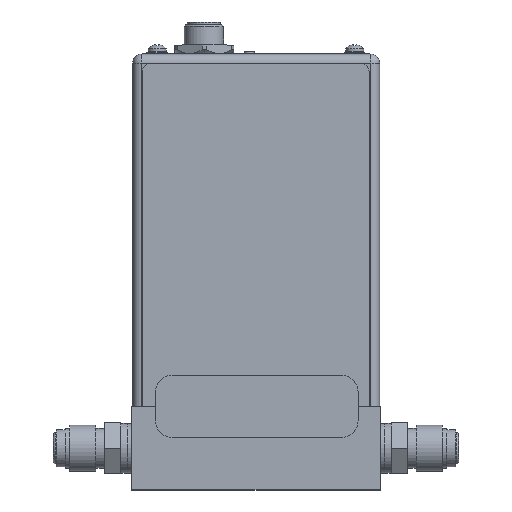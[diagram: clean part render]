
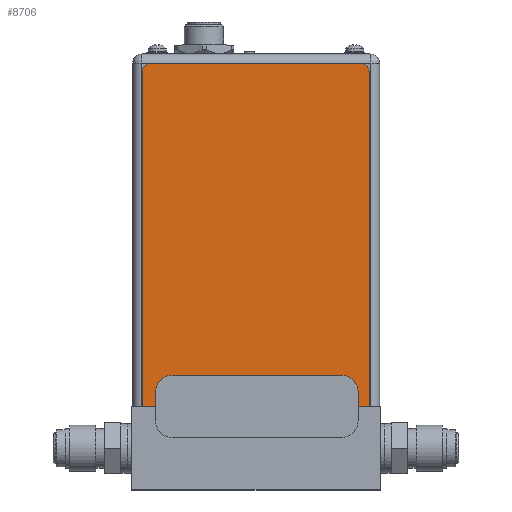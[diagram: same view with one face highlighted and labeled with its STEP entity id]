
A CAD part, top view. The second image highlights one B-rep face of the part: STEP entity #8706.
In plain terms, the highlighted planar face has unit normal (0, 0, 1).
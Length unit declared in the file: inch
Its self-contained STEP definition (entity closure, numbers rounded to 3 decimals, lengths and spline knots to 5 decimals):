
#8539=CARTESIAN_POINT('',(2.63,4.04,0.004));
#8540=DIRECTION('',(0.,0.,1.));
#8541=DIRECTION('',(1.,0.,0.));
#8542=AXIS2_PLACEMENT_3D('',#8539,#8540,#8541);
#8544=DIRECTION('',(0.,1.,0.));
#8545=VECTOR('',#8544,4.04);
#8546=CARTESIAN_POINT('',(2.73,0.,0.004));
#8547=LINE('',#8546,#8545);
#8548=DIRECTION('',(1.,0.,0.));
#8549=VECTOR('',#8548,2.73);
#8550=CARTESIAN_POINT('',(0.,0.,0.004));
#8551=LINE('',#8550,#8549);
#8552=DIRECTION('',(0.,-1.,0.));
#8553=VECTOR('',#8552,4.04);
#8554=CARTESIAN_POINT('',(0.,4.04,0.004));
#8555=LINE('',#8554,#8553);
#8556=CARTESIAN_POINT('',(0.1,4.04,0.004));
#8557=DIRECTION('',(0.,0.,1.));
#8558=DIRECTION('',(0.,1.,0.));
#8559=AXIS2_PLACEMENT_3D('',#8556,#8557,#8558);
#8561=DIRECTION('',(-1.,0.,0.));
#8562=VECTOR('',#8561,2.53);
#8563=CARTESIAN_POINT('',(2.63,4.14,0.004));
#8564=LINE('',#8563,#8562);
#8569=CARTESIAN_POINT('',(0.,0.,0.004));
#8570=CARTESIAN_POINT('',(2.73,0.,0.004));
#8571=VERTEX_POINT('',#8569);
#8572=VERTEX_POINT('',#8570);
#8577=CARTESIAN_POINT('',(2.73,4.04,0.004));
#8578=VERTEX_POINT('',#8577);
#8579=CARTESIAN_POINT('',(2.63,4.14,0.004));
#8580=VERTEX_POINT('',#8579);
#8585=CARTESIAN_POINT('',(0.1,4.14,0.004));
#8586=VERTEX_POINT('',#8585);
#8587=CARTESIAN_POINT('',(0.,4.04,0.004));
#8588=VERTEX_POINT('',#8587);
#8693=CARTESIAN_POINT('',(0.,0.,0.004));
#8694=DIRECTION('',(0.,0.,1.));
#8695=DIRECTION('',(1.,0.,0.));
#8696=AXIS2_PLACEMENT_3D('',#8693,#8694,#8695);
#8697=PLANE('',#8696);
#8698=ORIENTED_EDGE('',*,*,#8617,.F.);
#8699=ORIENTED_EDGE('',*,*,#8633,.F.);
#8700=ORIENTED_EDGE('',*,*,#8646,.F.);
#8701=ORIENTED_EDGE('',*,*,#8659,.F.);
#8702=ORIENTED_EDGE('',*,*,#8674,.F.);
#8703=ORIENTED_EDGE('',*,*,#8686,.F.);
#8704=EDGE_LOOP('',(#8698,#8699,#8700,#8701,#8702,#8703));
#8705=FACE_OUTER_BOUND('',#8704,.F.);
#8706=ADVANCED_FACE('',(#8705),#8697,.T.);
#8543=CIRCLE('',#8542,0.1);
#8560=CIRCLE('',#8559,0.1);
#8617=EDGE_CURVE('',#8578,#8580,#8543,.T.);
#8633=EDGE_CURVE('',#8572,#8578,#8547,.T.);
#8646=EDGE_CURVE('',#8571,#8572,#8551,.T.);
#8659=EDGE_CURVE('',#8588,#8571,#8555,.T.);
#8674=EDGE_CURVE('',#8586,#8588,#8560,.T.);
#8686=EDGE_CURVE('',#8580,#8586,#8564,.T.);
